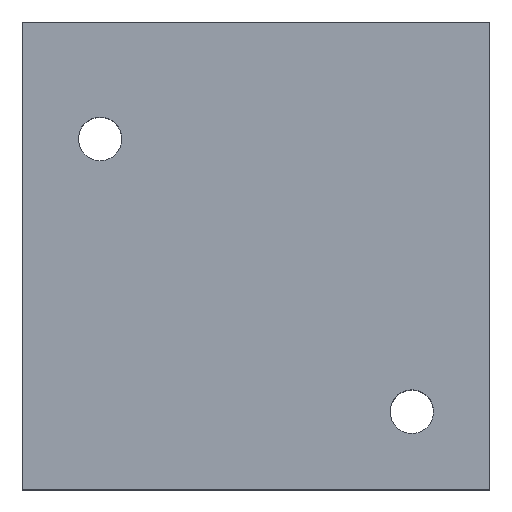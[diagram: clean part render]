
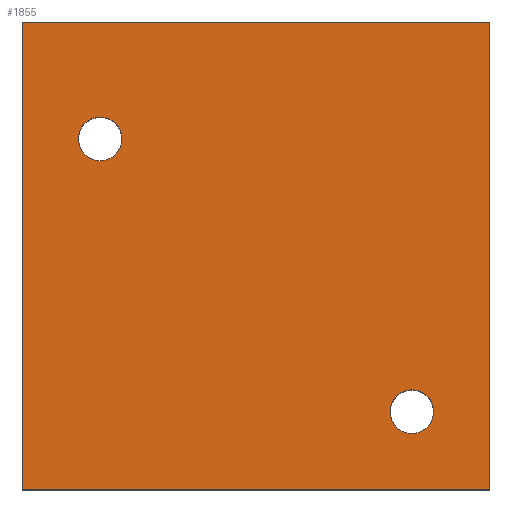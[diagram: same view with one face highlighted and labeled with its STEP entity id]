
A CAD part, top view. The second image highlights one B-rep face of the part: STEP entity #1855.
In plain terms, the highlighted planar face has unit normal (0, 0, 1).
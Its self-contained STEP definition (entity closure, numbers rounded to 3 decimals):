
#27 = EDGE_CURVE ( 'NONE', #986, #1886, #2093, .T. ) ;
#38 = VECTOR ( 'NONE', #1076, 1000. ) ;
#105 = FACE_BOUND ( 'NONE', #1129, .T. ) ;
#117 = ORIENTED_EDGE ( 'NONE', *, *, #751, .T. ) ;
#135 = CARTESIAN_POINT ( 'NONE',  ( -30., 35., 15. ) ) ;
#179 = AXIS2_PLACEMENT_3D ( 'NONE', #1588, #2533, #2962 ) ;
#191 = VECTOR ( 'NONE', #658, 1000. ) ;
#209 = CARTESIAN_POINT ( 'NONE',  ( -22.795, 20., 15. ) ) ;
#237 = CARTESIAN_POINT ( 'NONE',  ( -30., -25., 15. ) ) ;
#285 = FACE_OUTER_BOUND ( 'NONE', #2757, .T. ) ;
#287 = LINE ( 'NONE', #237, #2291 ) ;
#351 = DIRECTION ( 'NONE',  ( 0., 0., -1. ) ) ;
#379 = LINE ( 'NONE', #135, #38 ) ;
#443 = EDGE_CURVE ( 'NONE', #1944, #2425, #2395, .T. ) ;
#510 = FACE_BOUND ( 'NONE', #2143, .T. ) ;
#520 = DIRECTION ( 'NONE',  ( 0., 0., 1. ) ) ;
#538 = CARTESIAN_POINT ( 'NONE',  ( 30., -25., 15. ) ) ;
#557 = DIRECTION ( 'NONE',  ( 0., 0., 1. ) ) ;
#563 = DIRECTION ( 'NONE',  ( 0., 1., 0. ) ) ;
#603 = EDGE_CURVE ( 'NONE', #2360, #986, #379, .T. ) ;
#658 = DIRECTION ( 'NONE',  ( 0., -1., 0. ) ) ;
#696 = ORIENTED_EDGE ( 'NONE', *, *, #2622, .F. ) ;
#751 = EDGE_CURVE ( 'NONE', #1886, #2633, #287, .T. ) ;
#817 = AXIS2_PLACEMENT_3D ( 'NONE', #1005, #1710, #2632 ) ;
#829 = CARTESIAN_POINT ( 'NONE',  ( -30., 35., 15. ) ) ;
#832 = ORIENTED_EDGE ( 'NONE', *, *, #2250, .F. ) ;
#845 = CARTESIAN_POINT ( 'NONE',  ( 17.205, -15., 15. ) ) ;
#852 = CARTESIAN_POINT ( 'NONE',  ( 22.795, -15., 15. ) ) ;
#854 = EDGE_CURVE ( 'NONE', #2633, #2360, #1732, .T. ) ;
#863 = CARTESIAN_POINT ( 'NONE',  ( -17.205, 20., 15. ) ) ;
#867 = AXIS2_PLACEMENT_3D ( 'NONE', #2835, #351, #1290 ) ;
#874 = ORIENTED_EDGE ( 'NONE', *, *, #854, .T. ) ;
#903 = AXIS2_PLACEMENT_3D ( 'NONE', #1243, #557, #1953 ) ;
#986 = VERTEX_POINT ( 'NONE', #829 ) ;
#1005 = CARTESIAN_POINT ( 'NONE',  ( 20., -15., 15. ) ) ;
#1012 = DIRECTION ( 'NONE',  ( 1., 0., 0. ) ) ;
#1076 = DIRECTION ( 'NONE',  ( -1., 0., 0. ) ) ;
#1129 = EDGE_LOOP ( 'NONE', ( #1351, #832 ) ) ;
#1226 = DIRECTION ( 'NONE',  ( 1., 0., 0. ) ) ;
#1243 = CARTESIAN_POINT ( 'NONE',  ( -20., 20., 15. ) ) ;
#1254 = CIRCLE ( 'NONE', #179, 2.795 ) ;
#1290 = DIRECTION ( 'NONE',  ( -1., 0., 0. ) ) ;
#1351 = ORIENTED_EDGE ( 'NONE', *, *, #1566, .F. ) ;
#1563 = CARTESIAN_POINT ( 'NONE',  ( -30., -25., 15. ) ) ;
#1566 = EDGE_CURVE ( 'NONE', #1666, #2720, #1992, .T. ) ;
#1588 = CARTESIAN_POINT ( 'NONE',  ( 20., -15., 15. ) ) ;
#1631 = CARTESIAN_POINT ( 'NONE',  ( 30., 35., 15. ) ) ;
#1666 = VERTEX_POINT ( 'NONE', #852 ) ;
#1710 = DIRECTION ( 'NONE',  ( 0., 0., 1. ) ) ;
#1732 = LINE ( 'NONE', #538, #2388 ) ;
#1855 = ADVANCED_FACE ( 'NONE', ( #510, #105, #285 ), #2158, .F. ) ;
#1886 = VERTEX_POINT ( 'NONE', #1563 ) ;
#1944 = VERTEX_POINT ( 'NONE', #209 ) ;
#1953 = DIRECTION ( 'NONE',  ( 1., 0., 0. ) ) ;
#1992 = CIRCLE ( 'NONE', #817, 2.795 ) ;
#2093 = LINE ( 'NONE', #2985, #191 ) ;
#2143 = EDGE_LOOP ( 'NONE', ( #696, #2975 ) ) ;
#2158 = PLANE ( 'NONE',  #867 ) ;
#2210 = CARTESIAN_POINT ( 'NONE',  ( 30., -25., 15. ) ) ;
#2217 = CIRCLE ( 'NONE', #903, 2.795 ) ;
#2250 = EDGE_CURVE ( 'NONE', #2720, #1666, #1254, .T. ) ;
#2291 = VECTOR ( 'NONE', #1226, 1000. ) ;
#2297 = ORIENTED_EDGE ( 'NONE', *, *, #603, .T. ) ;
#2348 = AXIS2_PLACEMENT_3D ( 'NONE', #2854, #520, #1012 ) ;
#2360 = VERTEX_POINT ( 'NONE', #1631 ) ;
#2388 = VECTOR ( 'NONE', #563, 1000. ) ;
#2395 = CIRCLE ( 'NONE', #2348, 2.795 ) ;
#2425 = VERTEX_POINT ( 'NONE', #863 ) ;
#2498 = ORIENTED_EDGE ( 'NONE', *, *, #27, .T. ) ;
#2533 = DIRECTION ( 'NONE',  ( 0., 0., 1. ) ) ;
#2622 = EDGE_CURVE ( 'NONE', #2425, #1944, #2217, .T. ) ;
#2632 = DIRECTION ( 'NONE',  ( 1., 0., 0. ) ) ;
#2633 = VERTEX_POINT ( 'NONE', #2210 ) ;
#2720 = VERTEX_POINT ( 'NONE', #845 ) ;
#2757 = EDGE_LOOP ( 'NONE', ( #2498, #117, #874, #2297 ) ) ;
#2835 = CARTESIAN_POINT ( 'NONE',  ( -30., 35., 15. ) ) ;
#2854 = CARTESIAN_POINT ( 'NONE',  ( -20., 20., 15. ) ) ;
#2962 = DIRECTION ( 'NONE',  ( 1., 0., 0. ) ) ;
#2975 = ORIENTED_EDGE ( 'NONE', *, *, #443, .F. ) ;
#2985 = CARTESIAN_POINT ( 'NONE',  ( -30., -25., 15. ) ) ;
